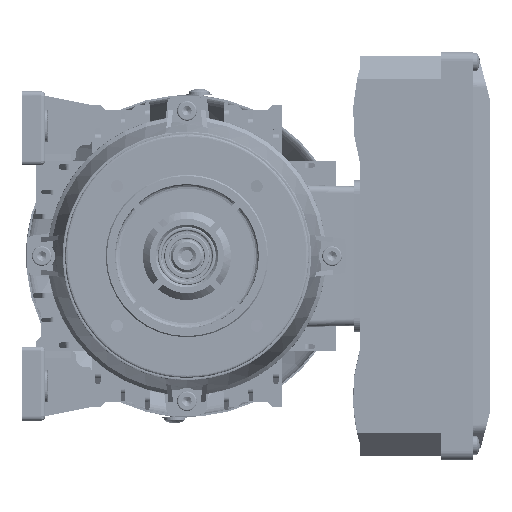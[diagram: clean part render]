
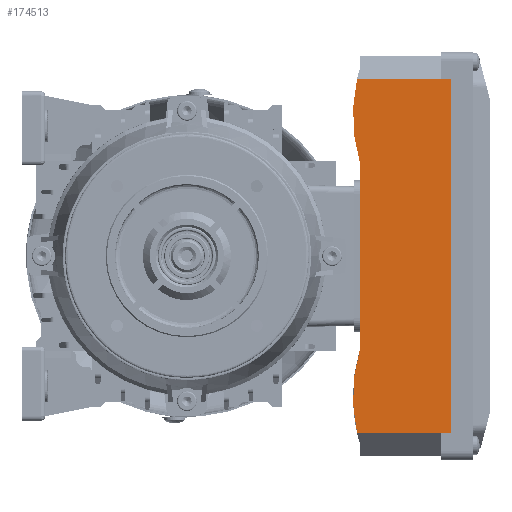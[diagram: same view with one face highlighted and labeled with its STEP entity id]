
A CAD part, front view. The second image highlights one B-rep face of the part: STEP entity #174513.
In plain terms, the highlighted face is planar.
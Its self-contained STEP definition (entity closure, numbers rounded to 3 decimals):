
#7673 = EDGE_LOOP ( 'NONE', ( #32992, #124630, #192531, #202801, #133898, #186006, #87678, #100507 ) ) ;
#10986 = DIRECTION ( 'NONE',  ( -1., 0., 0. ) ) ;
#14651 = VERTEX_POINT ( 'NONE', #171308 ) ;
#19270 = DIRECTION ( 'NONE',  ( 0., 1., 0. ) ) ;
#20031 = VERTEX_POINT ( 'NONE', #58995 ) ;
#25052 = CARTESIAN_POINT ( 'NONE',  ( 76., 72.5, 40. ) ) ;
#28220 = CARTESIAN_POINT ( 'NONE',  ( -76., 72.5, 3.699 ) ) ;
#29638 = CARTESIAN_POINT ( 'NONE',  ( 76., 72.5, 44. ) ) ;
#29935 = EDGE_CURVE ( 'NONE', #106597, #118963, #98773, .T. ) ;
#30974 = EDGE_CURVE ( 'NONE', #14651, #20031, #123566, .T. ) ;
#31939 = LINE ( 'NONE', #183853, #215963 ) ;
#32992 = ORIENTED_EDGE ( 'NONE', *, *, #88717, .T. ) ;
#36683 = DIRECTION ( 'NONE',  ( 0., 0., -1. ) ) ;
#37231 = DIRECTION ( 'NONE',  ( 0., 0., 1. ) ) ;
#39175 = EDGE_CURVE ( 'NONE', #106597, #126250, #209709, .T. ) ;
#39983 = CARTESIAN_POINT ( 'NONE',  ( -76., 72.5, 40. ) ) ;
#45008 = CARTESIAN_POINT ( 'NONE',  ( 40., 72.5, 5. ) ) ;
#50632 = VECTOR ( 'NONE', #124451, 1000. ) ;
#55371 = CARTESIAN_POINT ( 'NONE',  ( -76., 72.5, 44. ) ) ;
#56861 = AXIS2_PLACEMENT_3D ( 'NONE', #126051, #19270, #37231 ) ;
#57160 = LINE ( 'NONE', #74946, #160431 ) ;
#58995 = CARTESIAN_POINT ( 'NONE',  ( -76., 72.5, 44. ) ) ;
#73772 = LINE ( 'NONE', #55371, #79374 ) ;
#74946 = CARTESIAN_POINT ( 'NONE',  ( -76., 72.5, 48. ) ) ;
#79374 = VECTOR ( 'NONE', #36683, 1000. ) ;
#81317 = DIRECTION ( 'NONE',  ( 0., -1., 0. ) ) ;
#83199 = AXIS2_PLACEMENT_3D ( 'NONE', #132823, #81317, #220913 ) ;
#87678 = ORIENTED_EDGE ( 'NONE', *, *, #39175, .T. ) ;
#88182 = PLANE ( 'NONE',  #185486 ) ;
#88717 = EDGE_CURVE ( 'NONE', #166992, #203804, #57160, .T. ) ;
#91715 = CARTESIAN_POINT ( 'NONE',  ( 76., 72.5, 44. ) ) ;
#92975 = VECTOR ( 'NONE', #173034, 1000. ) ;
#98773 = CIRCLE ( 'NONE', #83199, 71.542 ) ;
#100507 = ORIENTED_EDGE ( 'NONE', *, *, #222550, .T. ) ;
#101831 = CARTESIAN_POINT ( 'NONE',  ( -40., 72.5, 5. ) ) ;
#106397 = VECTOR ( 'NONE', #10986, 1000. ) ;
#106597 = VERTEX_POINT ( 'NONE', #45008 ) ;
#113009 = DIRECTION ( 'NONE',  ( 0., 0., -1. ) ) ;
#118963 = VERTEX_POINT ( 'NONE', #220985 ) ;
#123226 = CARTESIAN_POINT ( 'NONE',  ( -86., 72.5, 48. ) ) ;
#123566 = LINE ( 'NONE', #29638, #92975 ) ;
#124451 = DIRECTION ( 'NONE',  ( 0., 0., -1. ) ) ;
#124630 = ORIENTED_EDGE ( 'NONE', *, *, #125364, .F. ) ;
#125364 = EDGE_CURVE ( 'NONE', #20031, #203804, #73772, .T. ) ;
#126051 = CARTESIAN_POINT ( 'NONE',  ( -60.5, 72.5, 73.542 ) ) ;
#126250 = VERTEX_POINT ( 'NONE', #101831 ) ;
#132823 = CARTESIAN_POINT ( 'NONE',  ( 60.5, 72.5, 73.542 ) ) ;
#133898 = ORIENTED_EDGE ( 'NONE', *, *, #197592, .T. ) ;
#139996 = VERTEX_POINT ( 'NONE', #25052 ) ;
#157532 = CIRCLE ( 'NONE', #56861, 71.542 ) ;
#160431 = VECTOR ( 'NONE', #219120, 1000. ) ;
#166992 = VERTEX_POINT ( 'NONE', #28220 ) ;
#171308 = CARTESIAN_POINT ( 'NONE',  ( 76., 72.5, 44. ) ) ;
#173034 = DIRECTION ( 'NONE',  ( -1., 0., 0. ) ) ;
#173829 = CARTESIAN_POINT ( 'NONE',  ( 0., 72.5, 5. ) ) ;
#174513 = ADVANCED_FACE ( 'NONE', ( #228251 ), #88182, .F. ) ;
#183853 = CARTESIAN_POINT ( 'NONE',  ( 76., 72.5, 48. ) ) ;
#185486 = AXIS2_PLACEMENT_3D ( 'NONE', #123226, #194149, #195681 ) ;
#186006 = ORIENTED_EDGE ( 'NONE', *, *, #29935, .F. ) ;
#192531 = ORIENTED_EDGE ( 'NONE', *, *, #30974, .F. ) ;
#194149 = DIRECTION ( 'NONE',  ( 0., -1., 0. ) ) ;
#195681 = DIRECTION ( 'NONE',  ( 0., 0., -1. ) ) ;
#197592 = EDGE_CURVE ( 'NONE', #139996, #118963, #31939, .T. ) ;
#202801 = ORIENTED_EDGE ( 'NONE', *, *, #211553, .T. ) ;
#203804 = VERTEX_POINT ( 'NONE', #39983 ) ;
#209709 = LINE ( 'NONE', #173829, #106397 ) ;
#211553 = EDGE_CURVE ( 'NONE', #14651, #139996, #217828, .T. ) ;
#215963 = VECTOR ( 'NONE', #113009, 1000. ) ;
#217828 = LINE ( 'NONE', #91715, #50632 ) ;
#219120 = DIRECTION ( 'NONE',  ( 0., 0., 1. ) ) ;
#220913 = DIRECTION ( 'NONE',  ( 0., 0., 1. ) ) ;
#220985 = CARTESIAN_POINT ( 'NONE',  ( 76., 72.5, 3.699 ) ) ;
#222550 = EDGE_CURVE ( 'NONE', #126250, #166992, #157532, .T. ) ;
#228251 = FACE_OUTER_BOUND ( 'NONE', #7673, .T. ) ;
